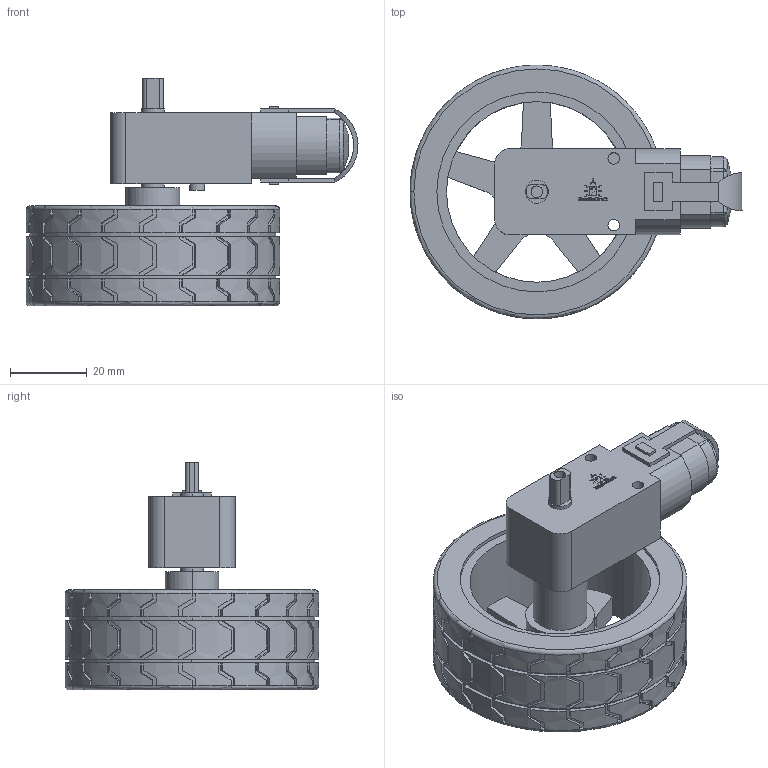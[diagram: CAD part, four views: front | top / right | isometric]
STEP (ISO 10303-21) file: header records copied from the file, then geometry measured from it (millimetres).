
FILE_DESCRIPTION (( 'STEP AP214' ), '1' );
FILE_NAME ('User Library-SMART_ROBOT_WHEEL.STEP', '2017-04-29T12:32:35', ( 'Windows User' ), ( '' ), 'SwSTEP 2.0', 'SolidWorks 2017', '' );
FILE_SCHEMA (( 'AUTOMOTIVE_DESIGN' ));
Length unit declared in the file: millimetre
Products named in the file (3): User Library-SMART_ROBOT_WHEEL_SMART_ROBOT_WHEEL; User Library-SMART_ROBOT_WHEEL_SMART_ROBOT_MOTOR; User Library-SMART_ROBOT_WHEEL
Assembly tree (2 placements, depth 2):
  User Library-SMART_ROBOT_WHEEL
    User Library-SMART_ROBOT_WHEEL_SMART_ROBOT_MOTOR
    User Library-SMART_ROBOT_WHEEL_SMART_ROBOT_WHEEL
Bounding box: 86.38 x 66 x 59.2 mm (x, y, z)
Volume: 73453.3 mm3; surface area: 25398.3 mm2
Topology: 2 solids, 2 shells, 1004 faces, 2767 edges, 1806 vertices
Faces by surface type: plane 730, bspline 132, cylinder 129, torus 9, sphere 4
Entity records: 39095 total; most frequent: CARTESIAN_POINT 13400, ORIENTED_EDGE 5534, DIRECTION 4399, EDGE_CURVE 2767, LINE 2001, VECTOR 2001, VERTEX_POINT 1806, AXIS2_PLACEMENT_3D 1199
